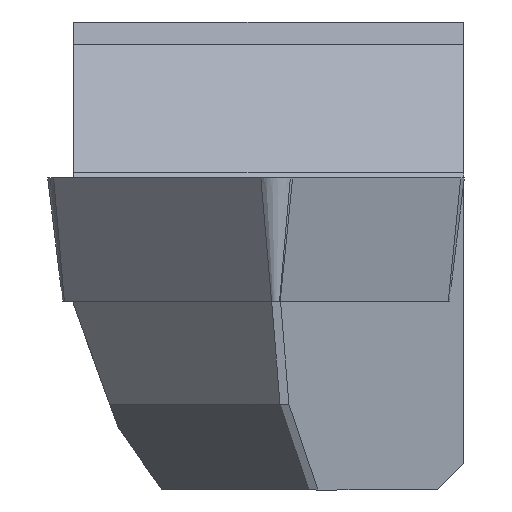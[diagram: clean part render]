
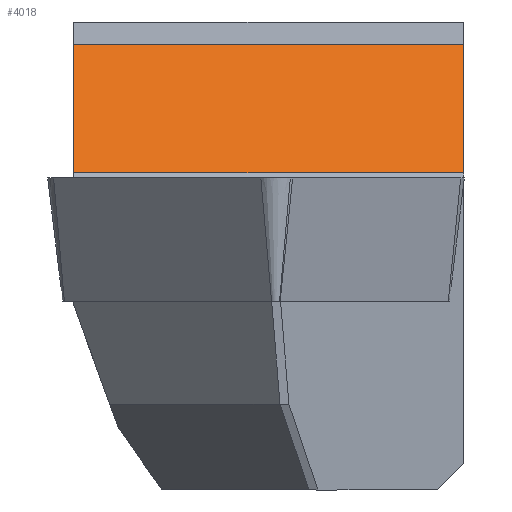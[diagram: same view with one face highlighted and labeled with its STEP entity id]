
A CAD part, left-side view. The second image highlights one B-rep face of the part: STEP entity #4018.
In plain terms, the highlighted planar face has unit normal (-0.866, 0, 0.5).
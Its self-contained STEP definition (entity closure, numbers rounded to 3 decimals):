
#2 = EDGE_CURVE ( 'NONE', #2992, #1630, #1722, .T. ) ;
#114 = DIRECTION ( 'NONE',  ( -0.5, 0., -0.866 ) ) ;
#175 = EDGE_CURVE ( 'NONE', #1630, #659, #1239, .T. ) ;
#179 = VECTOR ( 'NONE', #849, 1000. ) ;
#208 = ORIENTED_EDGE ( 'NONE', *, *, #2, .F. ) ;
#235 = LINE ( 'NONE', #803, #179 ) ;
#359 = DIRECTION ( 'NONE',  ( 0., 1., 0. ) ) ;
#462 = CARTESIAN_POINT ( 'NONE',  ( 10.031, 7.5, 0.1 ) ) ;
#465 = DIRECTION ( 'NONE',  ( 0., -1., 0. ) ) ;
#473 = PLANE ( 'NONE',  #2683 ) ;
#633 = VECTOR ( 'NONE', #359, 1000. ) ;
#659 = VERTEX_POINT ( 'NONE', #2359 ) ;
#803 = CARTESIAN_POINT ( 'NONE',  ( 9.8, 7.5, -0.3 ) ) ;
#849 = DIRECTION ( 'NONE',  ( -0.5, 0., -0.866 ) ) ;
#1115 = EDGE_CURVE ( 'NONE', #659, #3480, #3946, .T. ) ;
#1239 = LINE ( 'NONE', #2696, #2567 ) ;
#1306 = CARTESIAN_POINT ( 'NONE',  ( 11.455, 7.5, 2.567 ) ) ;
#1337 = CARTESIAN_POINT ( 'NONE',  ( 10.031, 8., 0.1 ) ) ;
#1346 = ORIENTED_EDGE ( 'NONE', *, *, #1524, .T. ) ;
#1524 = EDGE_CURVE ( 'NONE', #2992, #3480, #235, .T. ) ;
#1624 = VECTOR ( 'NONE', #465, 1000. ) ;
#1630 = VERTEX_POINT ( 'NONE', #4064 ) ;
#1722 = LINE ( 'NONE', #1978, #1624 ) ;
#1978 = CARTESIAN_POINT ( 'NONE',  ( 11.455, 9., 2.567 ) ) ;
#2289 = ORIENTED_EDGE ( 'NONE', *, *, #175, .F. ) ;
#2359 = CARTESIAN_POINT ( 'NONE',  ( 10.031, 0., 0.1 ) ) ;
#2368 = DIRECTION ( 'NONE',  ( -0.5, 0., -0.866 ) ) ;
#2499 = ORIENTED_EDGE ( 'NONE', *, *, #1115, .F. ) ;
#2567 = VECTOR ( 'NONE', #2368, 1000. ) ;
#2683 = AXIS2_PLACEMENT_3D ( 'NONE', #3960, #3915, #114 ) ;
#2696 = CARTESIAN_POINT ( 'NONE',  ( 14.889, 0., 8.514 ) ) ;
#2951 = FACE_OUTER_BOUND ( 'NONE', #3924, .T. ) ;
#2992 = VERTEX_POINT ( 'NONE', #1306 ) ;
#3480 = VERTEX_POINT ( 'NONE', #462 ) ;
#3915 = DIRECTION ( 'NONE',  ( 0.866, 0., -0.5 ) ) ;
#3924 = EDGE_LOOP ( 'NONE', ( #2499, #2289, #208, #1346 ) ) ;
#3946 = LINE ( 'NONE', #1337, #633 ) ;
#3960 = CARTESIAN_POINT ( 'NONE',  ( 9.8, 9., -0.3 ) ) ;
#4018 = ADVANCED_FACE ( 'NONE', ( #2951 ), #473, .F. ) ;
#4064 = CARTESIAN_POINT ( 'NONE',  ( 11.455, 0., 2.567 ) ) ;
